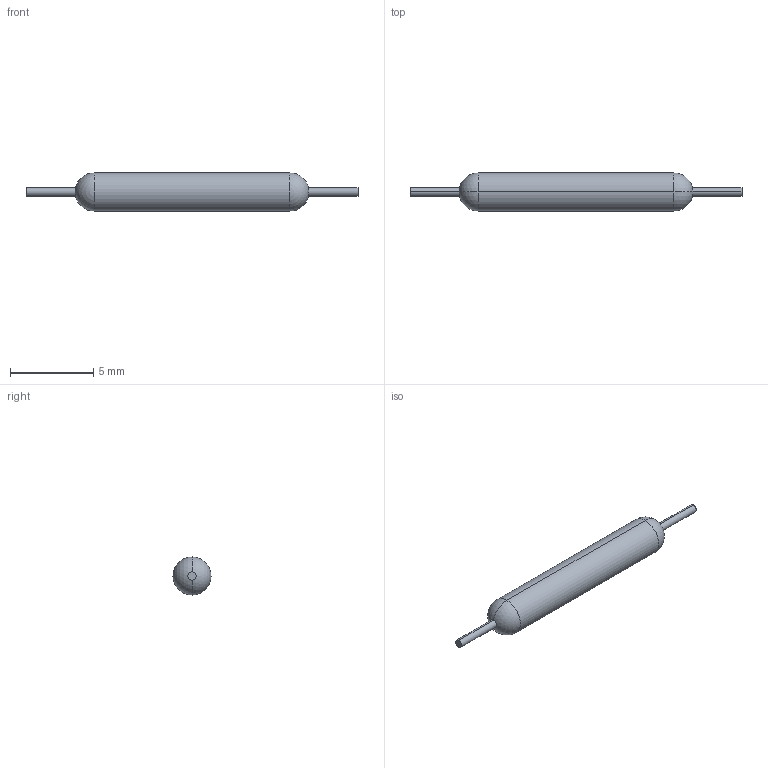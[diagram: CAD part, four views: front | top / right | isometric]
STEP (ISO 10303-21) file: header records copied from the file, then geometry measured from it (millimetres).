
FILE_DESCRIPTION (( 'STEP AP214' ), '1' );
FILE_NAME ('22AAED9D-A532-4F6A-8A12-B3C9E7417A89.STEP', '2022-10-23T21:10:38', ( '' ), ( '' ), 'SwSTEP 2.0', 'SolidWorks 2022', '' );
FILE_SCHEMA (( 'AUTOMOTIVE_DESIGN' ));
Length unit declared in the file: millimetre
Products named in the file (1): 22AAED9D-A532-4F6A-8A12-B3C9E7417A89
Bounding box: 20 x 2.3 x 2.3 mm (x, y, z)
Volume: 14 mm3; surface area: 261.4 mm2
Topology: 3 solids, 4 shells, 36 faces, 84 edges, 48 vertices
Faces by surface type: plane 16, cylinder 12, sphere 8
Entity records: 1342 total; most frequent: DIRECTION 174, CARTESIAN_POINT 145, ORIENTED_EDGE 136, AXIS2_PLACEMENT_3D 69, EDGE_CURVE 68, UNCERTAINTY_MEASURE_WITH_UNIT 41, VERTEX_POINT 40, PRESENTATION_STYLE_ASSIGNMENT 40
